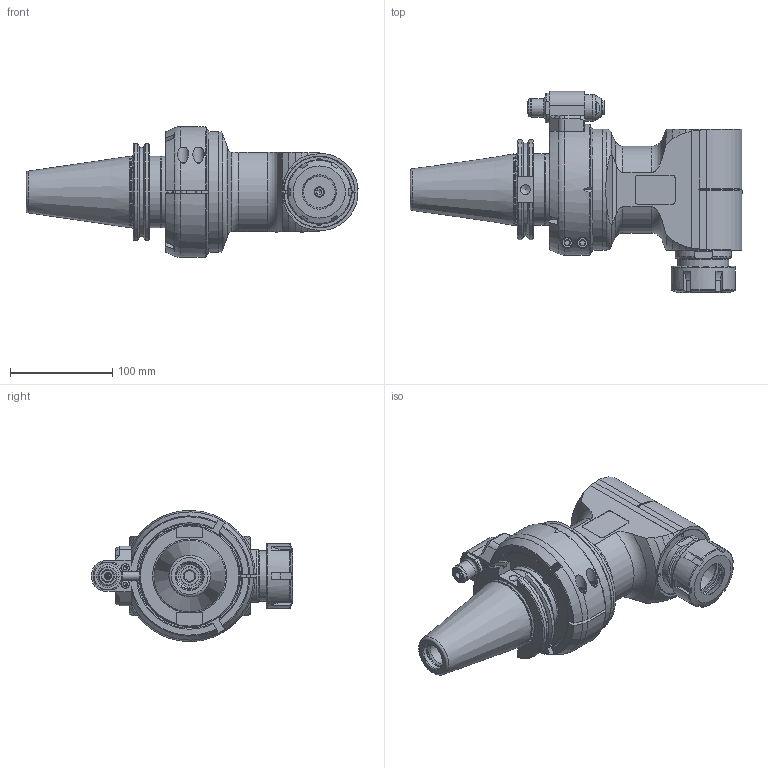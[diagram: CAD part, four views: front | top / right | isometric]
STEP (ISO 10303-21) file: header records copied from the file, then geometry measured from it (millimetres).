
FILE_DESCRIPTION(/* description */ (''),/* implementation_level */ '2;1');
FILE_NAME(/* name */ '9.F90.20000-2C50-ER40.stp',/* time_stamp */ '2023-04-07T14:39:11-04:00',/* author */ ('jkrenzer'),/* organization */ (''),/* preprocessor_version */ 'ST-DEVELOPER v18.1',/* originating_system */ 'Autodesk Inventor 2022',/* authorisation */ '');
FILE_SCHEMA (('AUTOMOTIVE_DESIGN { 1 0 10303 214 3 1 1 }'));
Length unit declared in the file: millimetre
Products named in the file (1): 9.F90.20000-2C50-ER40
Bounding box: 324.46 x 196.5 x 128 mm (x, y, z)
Volume: 2096501.1 mm3; surface area: 197019.1 mm2
Topology: 1 solids, 2 shells, 680 faces, 1726 edges, 1101 vertices
Faces by surface type: plane 302, cylinder 180, cone 147, torus 45, sphere 4, bspline 2
Full cylindrical faces by diameter (mm): 2.5 x3, 2.6 x2, 3 x2, 3.2 x12, 3.3 x2, 4.2 x2, 5 x2, 6 x2, 6.5 x3, 7 x2, 8 x1, 8.821 x1, 9 x1, 9.2 x1, 9.525 x1, 10 x4, 10.4 x2, 10.5 x1, 11 x2, 12 x4, 12.5 x3, 12.8 x1, 13 x2, 14 x1, 18 x2, 21.8 x1, 21.963 x1, 22.6 x1, 26 x1, 26.187 x1
Entity records: 24809 total; most frequent: CARTESIAN_POINT 8343, DIRECTION 3513, ORIENTED_EDGE 3426, EDGE_CURVE 1713, AXIS2_PLACEMENT_3D 1386, VERTEX_POINT 1101, EDGE_LOOP 774, LINE 741
